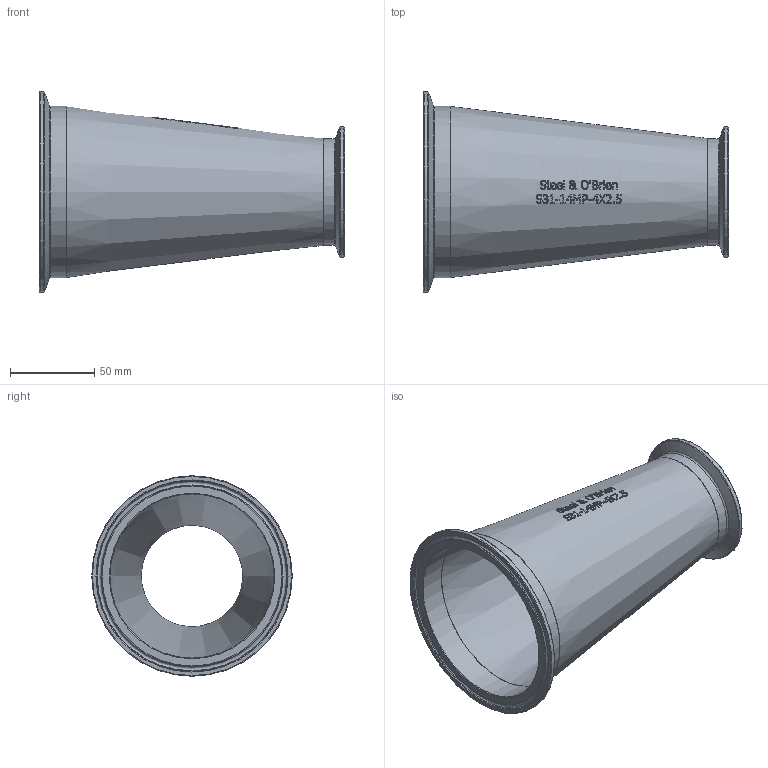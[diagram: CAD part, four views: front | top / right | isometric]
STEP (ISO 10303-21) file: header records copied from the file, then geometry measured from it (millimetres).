
FILE_DESCRIPTION(/* description */ (''),/* implementation_level */ '2;1');
FILE_NAME(/* name */ 'S31-14MP-4X25.stp',/* time_stamp */ '2018-11-28T09:01:28-05:00',/* author */ ('rick'),/* organization */ (''),/* preprocessor_version */ 'ST-DEVELOPER v15.2',/* originating_system */ 'Autodesk Inventor 2014',/* authorisation */ '');
FILE_SCHEMA (('AUTOMOTIVE_DESIGN { 1 0 10303 214 3 1 1 }'));
Length unit declared in the file: inch
Products named in the file (1): S31-14MP-4X25
Bounding box: 180.97 x 118.92 x 118.92 mm (x, y, z)
Volume: 105250.3 mm3; surface area: 102652.5 mm2
Topology: 1 solids, 1 shells, 465 faces, 1230 edges, 812 vertices
Faces by surface type: plane 206, bspline 188, cone 47, torus 18, cylinder 6
Full cylindrical faces by diameter (mm): 60.198 x1, 63.5 x1, 77.394 x1, 97.384 x1, 101.6 x1, 118.923 x1
Entity records: 17708 total; most frequent: CARTESIAN_POINT 7283, ORIENTED_EDGE 2396, DIRECTION 1620, EDGE_CURVE 1198, VERTEX_POINT 812, LINE 564, VECTOR 564, EDGE_LOOP 544
